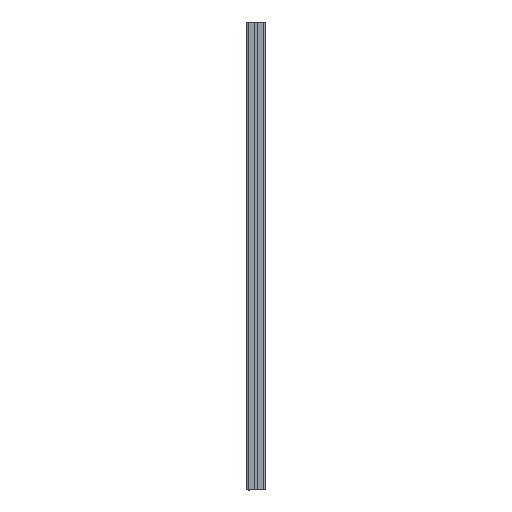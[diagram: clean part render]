
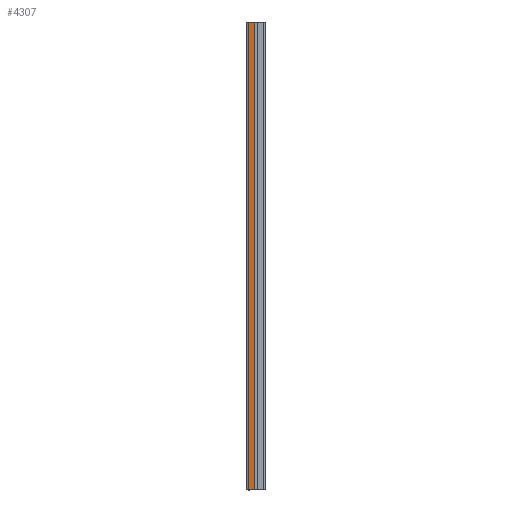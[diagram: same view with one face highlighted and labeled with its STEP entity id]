
A CAD part, left-side view. The second image highlights one B-rep face of the part: STEP entity #4307.
In plain terms, the highlighted face is planar.
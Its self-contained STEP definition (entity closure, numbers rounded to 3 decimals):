
#2061=VECTOR('',#3435,1.);
#2137=VECTOR('',#3557,1.);
#2138=VECTOR('',#3562,1.);
#2139=VECTOR('',#3563,1.);
#2245=LINE('',#3816,#2061);
#2321=LINE('',#3982,#2137);
#2322=LINE('',#3986,#2138);
#2323=LINE('',#3987,#2139);
#2430=PLANE('',#4218);
#2611=ORIENTED_EDGE('',*,*,#3139,.T.);
#2612=ORIENTED_EDGE('',*,*,#3054,.F.);
#2613=ORIENTED_EDGE('',*,*,#3137,.F.);
#2614=ORIENTED_EDGE('',*,*,#3140,.T.);
#2916=VERTEX_POINT('',#3813);
#2917=VERTEX_POINT('',#3815);
#2984=VERTEX_POINT('',#3981);
#2985=VERTEX_POINT('',#3985);
#3054=EDGE_CURVE('',#2916,#2917,#2245,.T.);
#3137=EDGE_CURVE('',#2984,#2916,#2321,.T.);
#3139=EDGE_CURVE('',#2985,#2917,#2322,.T.);
#3140=EDGE_CURVE('',#2984,#2985,#2323,.T.);
#3262=EDGE_LOOP('',(#2611,#2612,#2613,#2614));
#3348=FACE_BOUND('',#3262,.T.);
#3435=DIRECTION('',(0.,-12.9,0.));
#3557=DIRECTION('',(-1000.,0.,0.));
#3560=DIRECTION('',(0.,0.,-1.));
#3561=DIRECTION('',(0.,1.,0.));
#3562=DIRECTION('',(-1000.,0.,0.));
#3563=DIRECTION('',(0.,-12.9,0.));
#3813=CARTESIAN_POINT('',(0.,17.,-20.));
#3815=CARTESIAN_POINT('',(0.,4.1,-20.));
#3816=CARTESIAN_POINT('',(0.,17.,-20.));
#3981=CARTESIAN_POINT('',(1000.,17.,-20.));
#3982=CARTESIAN_POINT('',(1000.,17.,-20.));
#3984=CARTESIAN_POINT('',(1000.,4.1,-20.));
#3985=CARTESIAN_POINT('',(1000.,4.1,-20.));
#3986=CARTESIAN_POINT('',(1000.,4.1,-20.));
#3987=CARTESIAN_POINT('',(1000.,17.,-20.));
#4218=AXIS2_PLACEMENT_3D('',#3984,#3560,#3561);
#4307=ADVANCED_FACE('',(#3348),#2430,.T.);
